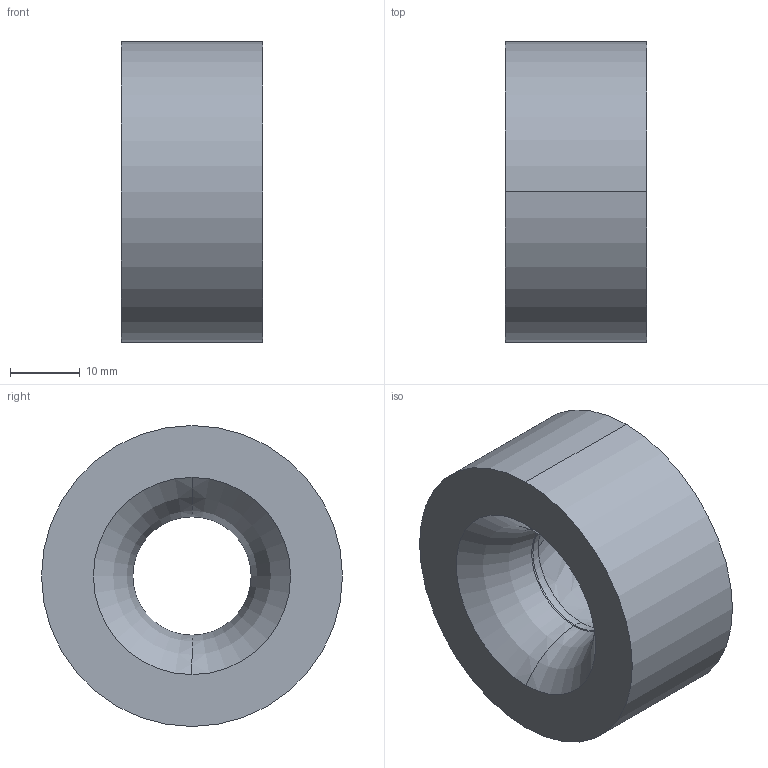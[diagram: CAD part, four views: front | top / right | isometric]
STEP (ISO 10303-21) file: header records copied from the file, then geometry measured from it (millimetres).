
FILE_DESCRIPTION (( 'STEP AP214' ), '1' );
FILE_NAME ('Nozzle - Graphite Throat Insert-V-02.STEP', '2018-06-14T21:22:39', ( '' ), ( '' ), 'SwSTEP 2.0', 'SolidWorks 2017', '' );
FILE_SCHEMA (( 'AUTOMOTIVE_DESIGN' ));
Length unit declared in the file: inch
Products named in the file (1): Nozzle - Graphite Throat Insert-V-02
Bounding box: 20.32 x 43.18 x 43.18 mm (x, y, z)
Volume: 22741.3 mm3; surface area: 6078.6 mm2
Topology: 1 solids, 1 shells, 12 faces, 26 edges, 16 vertices
Faces by surface type: torus 6, bspline 2, cylinder 2, plane 2
Entity records: 398 total; most frequent: CARTESIAN_POINT 81, DIRECTION 68, ORIENTED_EDGE 52, AXIS2_PLACEMENT_3D 33, EDGE_CURVE 26, CIRCLE 22, VERTEX_POINT 16, EDGE_LOOP 14
